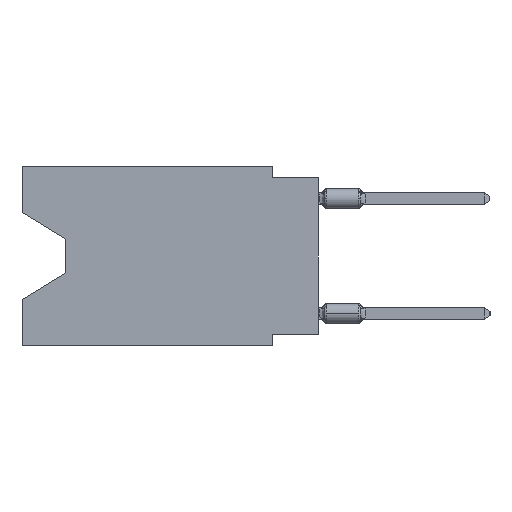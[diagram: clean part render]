
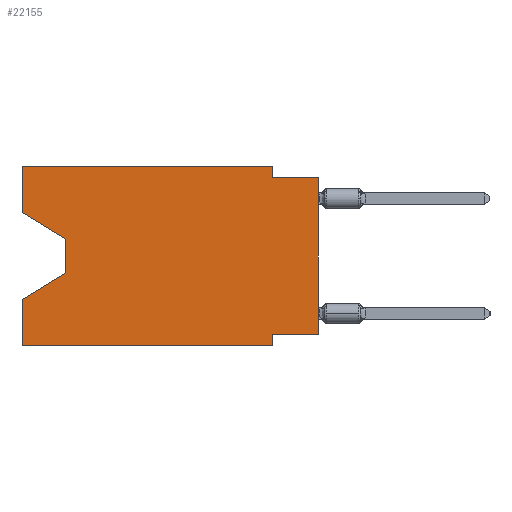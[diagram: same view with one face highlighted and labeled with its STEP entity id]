
A CAD part, left-side view. The second image highlights one B-rep face of the part: STEP entity #22155.
In plain terms, the highlighted planar face has unit normal (-1, 0, 0).
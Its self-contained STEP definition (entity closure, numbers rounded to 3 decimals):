
#725 = CARTESIAN_POINT ( 'NONE',  ( 0., 0., -0.635 ) ) ;
#734 = CARTESIAN_POINT ( 'NONE',  ( 0., 2.54, -0.635 ) ) ;
#786 = CARTESIAN_POINT ( 'NONE',  ( 0., 2.54, -9.906 ) ) ;
#962 = LINE ( 'NONE', #7732, #22857 ) ;
#1013 = ORIENTED_EDGE ( 'NONE', *, *, #28591, .F. ) ;
#1145 = VECTOR ( 'NONE', #1384, 1000. ) ;
#1384 = DIRECTION ( 'NONE',  ( 0., 0., 1. ) ) ;
#1455 = VERTEX_POINT ( 'NONE', #18926 ) ;
#2548 = DIRECTION ( 'NONE',  ( 0., 0., 1. ) ) ;
#2880 = DIRECTION ( 'NONE',  ( 0., 0., -1. ) ) ;
#3336 = ORIENTED_EDGE ( 'NONE', *, *, #6538, .T. ) ;
#3487 = CARTESIAN_POINT ( 'NONE',  ( 0., 16.383, -9.906 ) ) ;
#3699 = VERTEX_POINT ( 'NONE', #15855 ) ;
#3913 = LINE ( 'NONE', #786, #26414 ) ;
#4677 = VECTOR ( 'NONE', #12475, 1000. ) ;
#5593 = LINE ( 'NONE', #25681, #8169 ) ;
#5957 = CARTESIAN_POINT ( 'NONE',  ( 0., 16.383, 0. ) ) ;
#5996 = DIRECTION ( 'NONE',  ( 0., 0., -1. ) ) ;
#6332 = LINE ( 'NONE', #725, #20438 ) ;
#6538 = EDGE_CURVE ( 'NONE', #1455, #23802, #11822, .T. ) ;
#7027 = ORIENTED_EDGE ( 'NONE', *, *, #18452, .T. ) ;
#7313 = CARTESIAN_POINT ( 'NONE',  ( 0., 13.97, -5.893 ) ) ;
#7333 = LINE ( 'NONE', #7823, #9423 ) ;
#7732 = CARTESIAN_POINT ( 'NONE',  ( 0., 0., -9.271 ) ) ;
#7823 = CARTESIAN_POINT ( 'NONE',  ( 0., 16.383, 0. ) ) ;
#7999 = EDGE_CURVE ( 'NONE', #23802, #10959, #27940, .T. ) ;
#8094 = LINE ( 'NONE', #5957, #9217 ) ;
#8169 = VECTOR ( 'NONE', #30478, 1000. ) ;
#8176 = EDGE_CURVE ( 'NONE', #25015, #27652, #31558, .T. ) ;
#9217 = VECTOR ( 'NONE', #16330, 1000. ) ;
#9423 = VECTOR ( 'NONE', #2548, 1000. ) ;
#9601 = EDGE_CURVE ( 'NONE', #15891, #15356, #17242, .T. ) ;
#9851 = VERTEX_POINT ( 'NONE', #734 ) ;
#10326 = CARTESIAN_POINT ( 'NONE',  ( 0., 0., -0.635 ) ) ;
#10799 = DIRECTION ( 'NONE',  ( 0., -1., 0. ) ) ;
#10853 = DIRECTION ( 'NONE',  ( 0., 0., -1. ) ) ;
#10931 = ORIENTED_EDGE ( 'NONE', *, *, #21895, .T. ) ;
#10959 = VERTEX_POINT ( 'NONE', #25303 ) ;
#11595 = VERTEX_POINT ( 'NONE', #25937 ) ;
#11647 = CARTESIAN_POINT ( 'NONE',  ( 0., 0., 0. ) ) ;
#11822 = LINE ( 'NONE', #19235, #4677 ) ;
#11924 = ORIENTED_EDGE ( 'NONE', *, *, #22488, .F. ) ;
#12475 = DIRECTION ( 'NONE',  ( 0., -0.855, -0.519 ) ) ;
#12706 = CARTESIAN_POINT ( 'NONE',  ( 0., 13.97, -4.013 ) ) ;
#14747 = CARTESIAN_POINT ( 'NONE',  ( 0., 0., -9.271 ) ) ;
#14953 = VERTEX_POINT ( 'NONE', #17628 ) ;
#14978 = VECTOR ( 'NONE', #26781, 1000. ) ;
#15356 = VERTEX_POINT ( 'NONE', #10326 ) ;
#15855 = CARTESIAN_POINT ( 'NONE',  ( 0., 2.54, -9.271 ) ) ;
#15891 = VERTEX_POINT ( 'NONE', #14747 ) ;
#16276 = EDGE_CURVE ( 'NONE', #9851, #15356, #6332, .T. ) ;
#16330 = DIRECTION ( 'NONE',  ( 0., -1., 0. ) ) ;
#16368 = PLANE ( 'NONE',  #27072 ) ;
#16821 = CARTESIAN_POINT ( 'NONE',  ( 0., 16.383, -7.36 ) ) ;
#16868 = ORIENTED_EDGE ( 'NONE', *, *, #25479, .F. ) ;
#17242 = LINE ( 'NONE', #11647, #31833 ) ;
#17628 = CARTESIAN_POINT ( 'NONE',  ( 0., 2.54, 0. ) ) ;
#17792 = DIRECTION ( 'NONE',  ( 0., 1., 0. ) ) ;
#18452 = EDGE_CURVE ( 'NONE', #25015, #31416, #22057, .T. ) ;
#18523 = CARTESIAN_POINT ( 'NONE',  ( 0., 16.383, 0. ) ) ;
#18926 = CARTESIAN_POINT ( 'NONE',  ( 0., 16.383, -2.546 ) ) ;
#19016 = CARTESIAN_POINT ( 'NONE',  ( 0., 16.383, 0. ) ) ;
#19235 = CARTESIAN_POINT ( 'NONE',  ( 0., 16.383, -2.546 ) ) ;
#20438 = VECTOR ( 'NONE', #10799, 1000. ) ;
#21576 = CARTESIAN_POINT ( 'NONE',  ( 0., 16.383, -9.906 ) ) ;
#21693 = DIRECTION ( 'NONE',  ( 0., 0., 1. ) ) ;
#21779 = ORIENTED_EDGE ( 'NONE', *, *, #8176, .F. ) ;
#21895 = EDGE_CURVE ( 'NONE', #10959, #27652, #32387, .T. ) ;
#22057 = LINE ( 'NONE', #21576, #22212 ) ;
#22155 = ADVANCED_FACE ( 'NONE', ( #26262 ), #16368, .F. ) ;
#22212 = VECTOR ( 'NONE', #29659, 1000. ) ;
#22488 = EDGE_CURVE ( 'NONE', #11595, #14953, #8094, .T. ) ;
#22709 = CARTESIAN_POINT ( 'NONE',  ( 0., 2.54, -9.906 ) ) ;
#22857 = VECTOR ( 'NONE', #17792, 1000. ) ;
#23154 = ORIENTED_EDGE ( 'NONE', *, *, #9601, .T. ) ;
#23802 = VERTEX_POINT ( 'NONE', #12706 ) ;
#25015 = VERTEX_POINT ( 'NONE', #3487 ) ;
#25303 = CARTESIAN_POINT ( 'NONE',  ( 0., 13.97, -5.893 ) ) ;
#25479 = EDGE_CURVE ( 'NONE', #14953, #9851, #5593, .T. ) ;
#25573 = ORIENTED_EDGE ( 'NONE', *, *, #26682, .F. ) ;
#25681 = CARTESIAN_POINT ( 'NONE',  ( 0., 2.54, 0. ) ) ;
#25937 = CARTESIAN_POINT ( 'NONE',  ( 0., 16.383, 0. ) ) ;
#26262 = FACE_OUTER_BOUND ( 'NONE', #31688, .T. ) ;
#26414 = VECTOR ( 'NONE', #10853, 1000. ) ;
#26682 = EDGE_CURVE ( 'NONE', #15891, #3699, #962, .T. ) ;
#26755 = ORIENTED_EDGE ( 'NONE', *, *, #7999, .T. ) ;
#26781 = DIRECTION ( 'NONE',  ( 0., 0.855, -0.519 ) ) ;
#27072 = AXIS2_PLACEMENT_3D ( 'NONE', #18523, #28585, #5996 ) ;
#27652 = VERTEX_POINT ( 'NONE', #16821 ) ;
#27940 = LINE ( 'NONE', #28278, #28527 ) ;
#28278 = CARTESIAN_POINT ( 'NONE',  ( 0., 13.97, -4.013 ) ) ;
#28302 = ORIENTED_EDGE ( 'NONE', *, *, #16276, .F. ) ;
#28527 = VECTOR ( 'NONE', #2880, 1000. ) ;
#28585 = DIRECTION ( 'NONE',  ( 1., 0., 0. ) ) ;
#28591 = EDGE_CURVE ( 'NONE', #1455, #11595, #7333, .T. ) ;
#29659 = DIRECTION ( 'NONE',  ( 0., -1., 0. ) ) ;
#30478 = DIRECTION ( 'NONE',  ( 0., 0., -1. ) ) ;
#31416 = VERTEX_POINT ( 'NONE', #22709 ) ;
#31558 = LINE ( 'NONE', #19016, #1145 ) ;
#31586 = EDGE_CURVE ( 'NONE', #3699, #31416, #3913, .T. ) ;
#31688 = EDGE_LOOP ( 'NONE', ( #3336, #26755, #10931, #21779, #7027, #31913, #25573, #23154, #28302, #16868, #11924, #1013 ) ) ;
#31833 = VECTOR ( 'NONE', #21693, 1000. ) ;
#31913 = ORIENTED_EDGE ( 'NONE', *, *, #31586, .F. ) ;
#32387 = LINE ( 'NONE', #7313, #14978 ) ;
